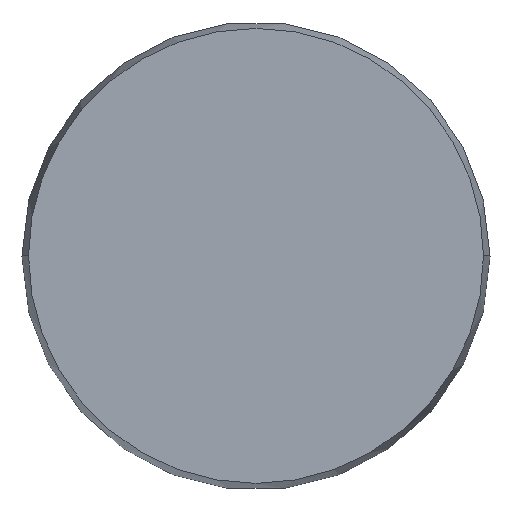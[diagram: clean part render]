
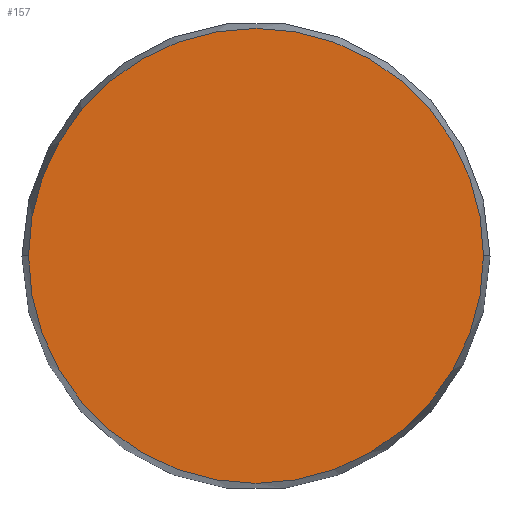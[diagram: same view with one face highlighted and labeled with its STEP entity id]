
A CAD part, top view. The second image highlights one B-rep face of the part: STEP entity #157.
In plain terms, the highlighted planar face has unit normal (0, 0, 1).
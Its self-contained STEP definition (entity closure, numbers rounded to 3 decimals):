
#20 = CARTESIAN_POINT ( 'NONE',  ( 5.328, 0., 0. ) ) ;
#27 = VERTEX_POINT ( 'NONE', #20 ) ;
#33 = EDGE_CURVE ( 'NONE', #27, #350, #208, .T. ) ;
#135 = PLANE ( 'NONE',  #299 ) ;
#157 = ADVANCED_FACE ( 'NONE', ( #384 ), #135, .T. ) ;
#202 = DIRECTION ( 'NONE',  ( 0., 0., -1. ) ) ;
#208 = CIRCLE ( 'NONE', #429, 5.328 ) ;
#258 = DIRECTION ( 'NONE',  ( -1., 0., 0. ) ) ;
#268 = AXIS2_PLACEMENT_3D ( 'NONE', #291, #269, #258 ) ;
#269 = DIRECTION ( 'NONE',  ( 0., 0., -1. ) ) ;
#291 = CARTESIAN_POINT ( 'NONE',  ( 0., 0., 0. ) ) ;
#299 = AXIS2_PLACEMENT_3D ( 'NONE', #318, #461, #420 ) ;
#305 = EDGE_LOOP ( 'NONE', ( #421, #449 ) ) ;
#308 = DIRECTION ( 'NONE',  ( -1., 0., 0. ) ) ;
#315 = CIRCLE ( 'NONE', #268, 5.328 ) ;
#318 = CARTESIAN_POINT ( 'NONE',  ( 5.328, 0., 0. ) ) ;
#342 = EDGE_CURVE ( 'NONE', #350, #27, #315, .T. ) ;
#350 = VERTEX_POINT ( 'NONE', #408 ) ;
#353 = CARTESIAN_POINT ( 'NONE',  ( 0., 0., 0. ) ) ;
#384 = FACE_OUTER_BOUND ( 'NONE', #305, .T. ) ;
#408 = CARTESIAN_POINT ( 'NONE',  ( -5.328, 0., 0. ) ) ;
#420 = DIRECTION ( 'NONE',  ( 1., 0., 0. ) ) ;
#421 = ORIENTED_EDGE ( 'NONE', *, *, #342, .F. ) ;
#429 = AXIS2_PLACEMENT_3D ( 'NONE', #353, #202, #308 ) ;
#449 = ORIENTED_EDGE ( 'NONE', *, *, #33, .F. ) ;
#461 = DIRECTION ( 'NONE',  ( 0., 0., 1. ) ) ;
